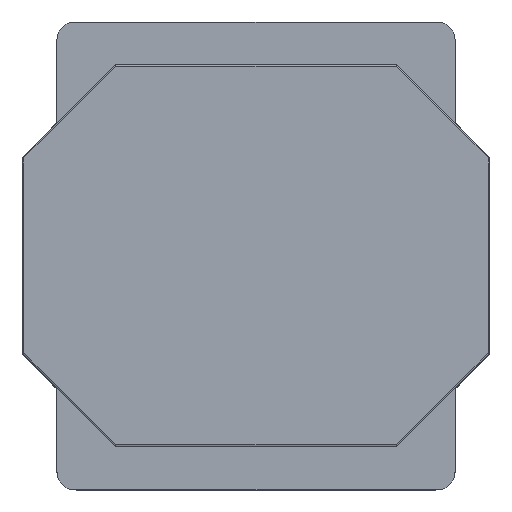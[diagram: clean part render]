
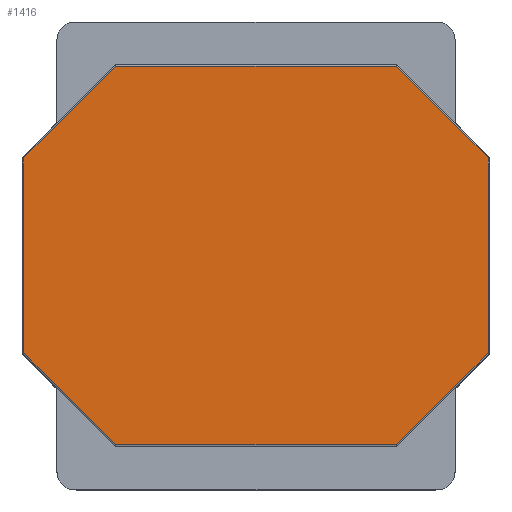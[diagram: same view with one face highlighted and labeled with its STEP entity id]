
A CAD part, top view. The second image highlights one B-rep face of the part: STEP entity #1416.
In plain terms, the highlighted planar face has unit normal (0, 0, 1).
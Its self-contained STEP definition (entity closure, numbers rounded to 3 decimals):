
#133=FACE_OUTER_BOUND('',#222,.T.);
#222=EDGE_LOOP('',(#968,#969,#970,#971,#972,#973,#974,#975));
#329=LINE('',#2175,#477);
#330=LINE('',#2177,#478);
#331=LINE('',#2179,#479);
#332=LINE('',#2181,#480);
#333=LINE('',#2183,#481);
#334=LINE('',#2185,#482);
#335=LINE('',#2187,#483);
#336=LINE('',#2188,#484);
#477=VECTOR('',#1705,2.166);
#478=VECTOR('',#1706,1.446);
#479=VECTOR('',#1707,3.116);
#480=VECTOR('',#1708,1.446);
#481=VECTOR('',#1709,2.166);
#482=VECTOR('',#1710,1.446);
#483=VECTOR('',#1711,3.116);
#484=VECTOR('',#1712,1.446);
#627=VERTEX_POINT('',#2173);
#628=VERTEX_POINT('',#2174);
#629=VERTEX_POINT('',#2176);
#630=VERTEX_POINT('',#2178);
#631=VERTEX_POINT('',#2180);
#632=VERTEX_POINT('',#2182);
#633=VERTEX_POINT('',#2184);
#634=VERTEX_POINT('',#2186);
#757=EDGE_CURVE('',#627,#628,#329,.T.);
#758=EDGE_CURVE('',#628,#629,#330,.T.);
#759=EDGE_CURVE('',#629,#630,#331,.T.);
#760=EDGE_CURVE('',#630,#631,#332,.T.);
#761=EDGE_CURVE('',#631,#632,#333,.T.);
#762=EDGE_CURVE('',#632,#633,#334,.T.);
#763=EDGE_CURVE('',#633,#634,#335,.T.);
#764=EDGE_CURVE('',#634,#627,#336,.T.);
#968=ORIENTED_EDGE('',*,*,#757,.T.);
#969=ORIENTED_EDGE('',*,*,#758,.T.);
#970=ORIENTED_EDGE('',*,*,#759,.T.);
#971=ORIENTED_EDGE('',*,*,#760,.T.);
#972=ORIENTED_EDGE('',*,*,#761,.T.);
#973=ORIENTED_EDGE('',*,*,#762,.T.);
#974=ORIENTED_EDGE('',*,*,#763,.T.);
#975=ORIENTED_EDGE('',*,*,#764,.T.);
#1372=PLANE('',#1523);
#1416=ADVANCED_FACE('',(#133),#1372,.T.);
#1523=AXIS2_PLACEMENT_3D('',#2172,#1703,#1704);
#1703=DIRECTION('center_axis',(0.,0.,1.));
#1704=DIRECTION('ref_axis',(1.,0.,0.));
#1705=DIRECTION('',(0.,1.,0.));
#1706=DIRECTION('',(-0.707,0.707,0.));
#1707=DIRECTION('',(-1.,0.,0.));
#1708=DIRECTION('',(-0.707,-0.707,0.));
#1709=DIRECTION('',(0.,-1.,0.));
#1710=DIRECTION('',(0.707,-0.707,0.));
#1711=DIRECTION('',(1.,0.,0.));
#1712=DIRECTION('',(0.707,0.707,0.));
#2172=CARTESIAN_POINT('Origin',(0.,0.,3.99));
#2173=CARTESIAN_POINT('',(2.58,-1.083,3.99));
#2174=CARTESIAN_POINT('',(2.58,1.083,3.99));
#2175=CARTESIAN_POINT('',(2.58,-1.083,3.99));
#2176=CARTESIAN_POINT('',(1.558,2.105,3.99));
#2177=CARTESIAN_POINT('',(2.58,1.083,3.99));
#2178=CARTESIAN_POINT('',(-1.558,2.105,3.99));
#2179=CARTESIAN_POINT('',(1.558,2.105,3.99));
#2180=CARTESIAN_POINT('',(-2.58,1.083,3.99));
#2181=CARTESIAN_POINT('',(-1.558,2.105,3.99));
#2182=CARTESIAN_POINT('',(-2.58,-1.083,3.99));
#2183=CARTESIAN_POINT('',(-2.58,1.083,3.99));
#2184=CARTESIAN_POINT('',(-1.558,-2.105,3.99));
#2185=CARTESIAN_POINT('',(-2.58,-1.083,3.99));
#2186=CARTESIAN_POINT('',(1.558,-2.105,3.99));
#2187=CARTESIAN_POINT('',(-1.558,-2.105,3.99));
#2188=CARTESIAN_POINT('',(1.558,-2.105,3.99));
